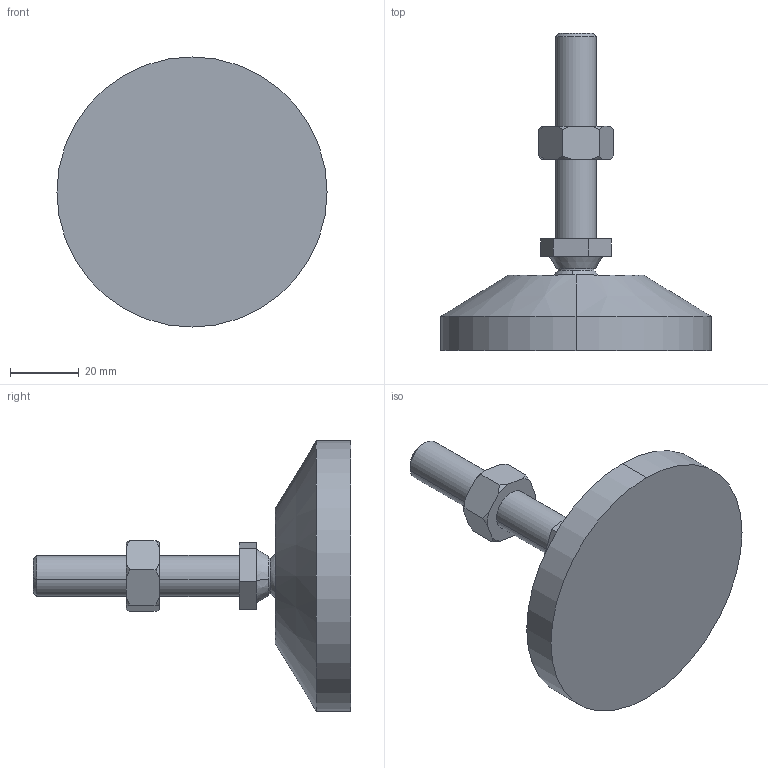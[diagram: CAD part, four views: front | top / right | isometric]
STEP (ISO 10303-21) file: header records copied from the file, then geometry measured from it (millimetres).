
FILE_DESCRIPTION (( 'STEP AP214' ), '1' );
FILE_NAME ('SNSS.30.70.38 Îïîðà(T09).STEP', '2022-08-31T13:30:25', ( '' ), ( '' ), 'SwSTEP 2.0', 'SolidWorks 2022', '' );
FILE_SCHEMA (( 'AUTOMOTIVE_DESIGN' ));
Length unit declared in the file: millimetre
Products named in the file (4): SNSS.30.70.38 Гайка М12(T09)_00; SNSS.30.70.38 Опора(T09); SNSS.30.70.38 Опора(T09)_00; SNSS.30.70.38 Болт(T09)_00
Assembly tree (3 placements, depth 2):
  SNSS.30.70.38 Опора(T09)
    SNSS.30.70.38 Опора(T09)_00
    SNSS.30.70.38 Болт(T09)_00
    SNSS.30.70.38 Гайка М12(T09)_00
Bounding box: 78.8 x 92.54 x 78.8 mm (x, y, z)
Volume: 93874.9 mm3; surface area: 18331.9 mm2
Topology: 3 solids, 5 shells, 62 faces, 151 edges, 95 vertices
Faces by surface type: cone 26, plane 22, cylinder 10, sphere 4
Entity records: 1994 total; most frequent: CARTESIAN_POINT 396, DIRECTION 308, ORIENTED_EDGE 280, EDGE_CURVE 140, AXIS2_PLACEMENT_3D 124, VERTEX_POINT 92, EDGE_LOOP 68, FACE_OUTER_BOUND 62
